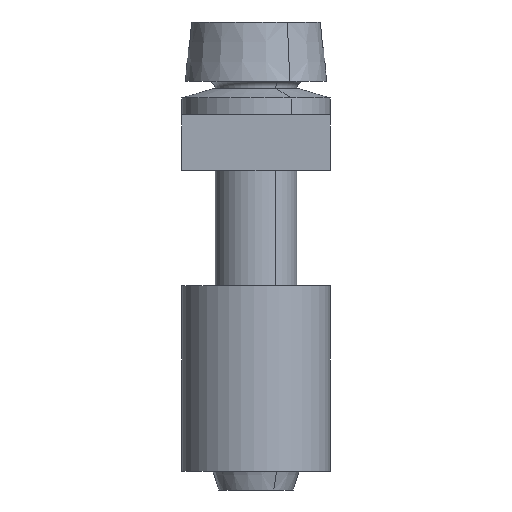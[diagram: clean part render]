
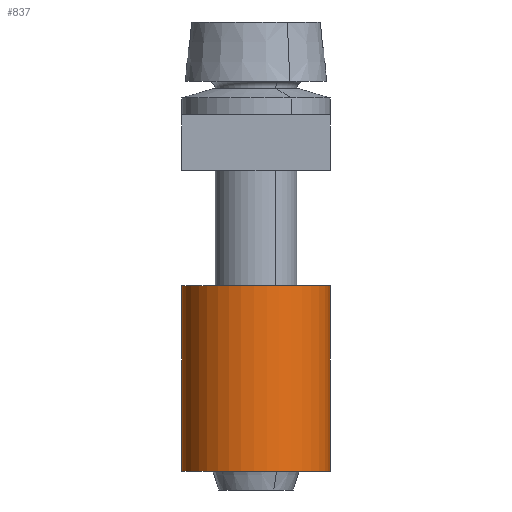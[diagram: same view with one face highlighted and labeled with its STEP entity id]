
A CAD part, left-side view. The second image highlights one B-rep face of the part: STEP entity #837.
In plain terms, the highlighted cylindrical face has radius 2 mm (diameter 4 mm), a partial arc.
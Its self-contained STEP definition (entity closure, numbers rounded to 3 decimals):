
#804=AXIS2_PLACEMENT_3D('Circle Axis2P3D',#802,#803,$) ;
#817=AXIS2_PLACEMENT_3D('Cylinder Axis2P3D',#814,#815,#816) ;
#828=AXIS2_PLACEMENT_3D('Circle Axis2P3D',#826,#827,$) ;
#724=CARTESIAN_POINT('Line Origine',(1.9,0.003,3.)) ;
#728=CARTESIAN_POINT('Vertex',(1.9,0.003,0.5)) ;
#730=CARTESIAN_POINT('Vertex',(1.9,0.003,5.5)) ;
#799=CARTESIAN_POINT('Vertex',(2.1,0.003,5.5)) ;
#802=CARTESIAN_POINT('Axis2P3D Location',(2.,2.,5.5)) ;
#814=CARTESIAN_POINT('Axis2P3D Location',(2.,2.,3.)) ;
#819=CARTESIAN_POINT('Line Origine',(2.1,0.003,3.)) ;
#823=CARTESIAN_POINT('Vertex',(2.1,0.003,0.5)) ;
#826=CARTESIAN_POINT('Axis2P3D Location',(2.,2.,0.5)) ;
#725=DIRECTION('Vector Direction',(0.,0.,1.)) ;
#803=DIRECTION('Axis2P3D Direction',(0.,0.,1.)) ;
#815=DIRECTION('Axis2P3D Direction',(0.,0.,1.)) ;
#816=DIRECTION('Axis2P3D XDirection',(0.,-1.,0.)) ;
#820=DIRECTION('Vector Direction',(0.,0.,1.)) ;
#827=DIRECTION('Axis2P3D Direction',(0.,0.,1.)) ;
#726=VECTOR('Line Direction',#725,1.) ;
#821=VECTOR('Line Direction',#820,1.) ;
#832=ORIENTED_EDGE('',*,*,#806,.F.) ;
#833=ORIENTED_EDGE('',*,*,#825,.F.) ;
#834=ORIENTED_EDGE('',*,*,#830,.T.) ;
#835=ORIENTED_EDGE('',*,*,#732,.T.) ;
#837=ADVANCED_FACE('VH_5_4_2_8_AKZ4.1\\Body.3',(#836),#818,.T.) ;
#805=CIRCLE('generated circle',#804,2.) ;
#829=CIRCLE('generated circle',#828,2.) ;
#818=CYLINDRICAL_SURFACE('generated cylinder',#817,2.) ;
#732=EDGE_CURVE('',#729,#731,#727,.T.) ;
#806=EDGE_CURVE('',#800,#731,#805,.T.) ;
#825=EDGE_CURVE('',#824,#800,#822,.T.) ;
#830=EDGE_CURVE('',#824,#729,#829,.T.) ;
#831=EDGE_LOOP('',(#832,#833,#834,#835)) ;
#836=FACE_OUTER_BOUND('',#831,.T.) ;
#727=LINE('Line',#724,#726) ;
#822=LINE('Line',#819,#821) ;
#729=VERTEX_POINT('',#728) ;
#731=VERTEX_POINT('',#730) ;
#800=VERTEX_POINT('',#799) ;
#824=VERTEX_POINT('',#823) ;
